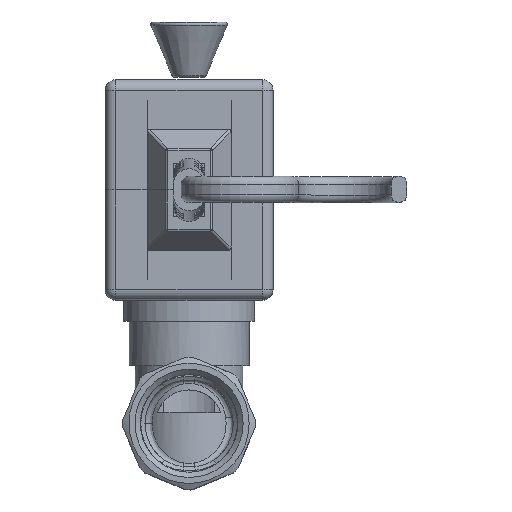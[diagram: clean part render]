
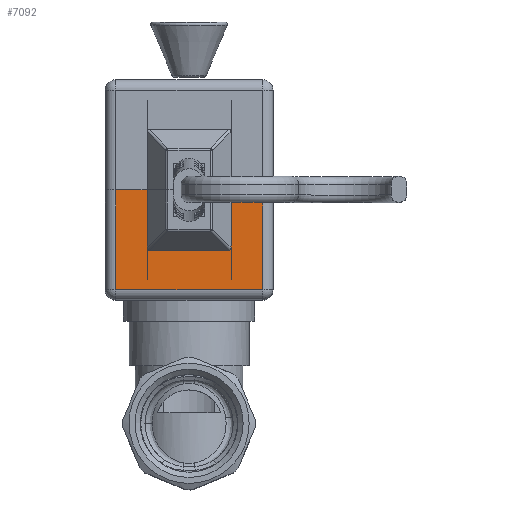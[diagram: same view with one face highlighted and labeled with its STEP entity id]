
A CAD part, top view. The second image highlights one B-rep face of the part: STEP entity #7092.
In plain terms, the highlighted face is planar.
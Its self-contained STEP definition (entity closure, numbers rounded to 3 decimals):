
#372=ELLIPSE('',#7812,0.69,0.5);
#373=ELLIPSE('',#7813,0.69,0.5);
#429=PLANE('',#7811);
#619=FACE_OUTER_BOUND('',#1027,.T.);
#1027=EDGE_LOOP('',(#4700,#4701,#4702,#4703,#4704,#4705,#4706,#4707,#4708,
#4709,#4710,#4711,#4712,#4713));
#1775=LINE('',#10655,#2357);
#1779=LINE('',#10671,#2361);
#1784=LINE('',#10685,#2366);
#1785=LINE('',#10687,#2367);
#1786=LINE('',#10691,#2368);
#1787=LINE('',#10695,#2369);
#1788=LINE('',#10697,#2370);
#1789=LINE('',#10698,#2371);
#1790=LINE('',#10700,#2372);
#1791=LINE('',#10702,#2373);
#1792=LINE('',#10703,#2374);
#1793=LINE('',#10704,#2375);
#2357=VECTOR('',#8588,6.);
#2361=VECTOR('',#8600,6.);
#2366=VECTOR('',#8611,0.007);
#2367=VECTOR('',#8612,5.922);
#2368=VECTOR('',#8615,15.157);
#2369=VECTOR('',#8618,5.922);
#2370=VECTOR('',#8619,0.007);
#2371=VECTOR('',#8620,16.99);
#2372=VECTOR('',#8621,19.);
#2373=VECTOR('',#8622,28.);
#2374=VECTOR('',#8623,19.);
#2375=VECTOR('',#8624,16.99);
#2938=VERTEX_POINT('',#10652);
#2939=VERTEX_POINT('',#10654);
#2946=VERTEX_POINT('',#10668);
#2947=VERTEX_POINT('',#10670);
#2952=VERTEX_POINT('',#10683);
#2953=VERTEX_POINT('',#10684);
#2954=VERTEX_POINT('',#10686);
#2955=VERTEX_POINT('',#10688);
#2956=VERTEX_POINT('',#10690);
#2957=VERTEX_POINT('',#10692);
#2958=VERTEX_POINT('',#10694);
#2959=VERTEX_POINT('',#10696);
#2960=VERTEX_POINT('',#10699);
#2961=VERTEX_POINT('',#10701);
#3619=EDGE_CURVE('',#2939,#2938,#1775,.T.);
#3627=EDGE_CURVE('',#2947,#2946,#1779,.T.);
#3634=EDGE_CURVE('',#2952,#2953,#1784,.T.);
#3635=EDGE_CURVE('',#2952,#2954,#1785,.T.);
#3636=EDGE_CURVE('',#2954,#2955,#372,.T.);
#3637=EDGE_CURVE('',#2955,#2956,#1786,.T.);
#3638=EDGE_CURVE('',#2956,#2957,#373,.T.);
#3639=EDGE_CURVE('',#2957,#2958,#1787,.T.);
#3640=EDGE_CURVE('',#2959,#2958,#1788,.T.);
#3641=EDGE_CURVE('',#2959,#2947,#1789,.T.);
#3642=EDGE_CURVE('',#2946,#2960,#1790,.T.);
#3643=EDGE_CURVE('',#2960,#2961,#1791,.T.);
#3644=EDGE_CURVE('',#2961,#2939,#1792,.T.);
#3645=EDGE_CURVE('',#2953,#2938,#1793,.T.);
#4700=ORIENTED_EDGE('',*,*,#3634,.F.);
#4701=ORIENTED_EDGE('',*,*,#3635,.T.);
#4702=ORIENTED_EDGE('',*,*,#3636,.T.);
#4703=ORIENTED_EDGE('',*,*,#3637,.T.);
#4704=ORIENTED_EDGE('',*,*,#3638,.T.);
#4705=ORIENTED_EDGE('',*,*,#3639,.T.);
#4706=ORIENTED_EDGE('',*,*,#3640,.F.);
#4707=ORIENTED_EDGE('',*,*,#3641,.T.);
#4708=ORIENTED_EDGE('',*,*,#3627,.T.);
#4709=ORIENTED_EDGE('',*,*,#3642,.T.);
#4710=ORIENTED_EDGE('',*,*,#3643,.T.);
#4711=ORIENTED_EDGE('',*,*,#3644,.T.);
#4712=ORIENTED_EDGE('',*,*,#3619,.T.);
#4713=ORIENTED_EDGE('',*,*,#3645,.F.);
#7092=ADVANCED_FACE('',(#619),#429,.T.);
#7811=AXIS2_PLACEMENT_3D('',#10682,#8609,#8610);
#7812=AXIS2_PLACEMENT_3D('',#10689,#8613,#8614);
#7813=AXIS2_PLACEMENT_3D('',#10693,#8616,#8617);
#8588=DIRECTION('',(1.,0.,0.));
#8600=DIRECTION('',(1.,0.,0.));
#8609=DIRECTION('center_axis',(0.,1.,0.));
#8610=DIRECTION('ref_axis',(0.,0.,1.));
#8611=DIRECTION('',(-1.,0.,0.));
#8612=DIRECTION('',(0.,0.,1.));
#8613=DIRECTION('center_axis',(0.,-1.,0.));
#8614=DIRECTION('ref_axis',(0.707,0.,0.707));
#8615=DIRECTION('',(1.,0.,0.));
#8616=DIRECTION('center_axis',(0.,-1.,0.));
#8617=DIRECTION('ref_axis',(0.707,0.,-0.707));
#8618=DIRECTION('',(0.,0.,-1.));
#8619=DIRECTION('',(-1.,0.,0.));
#8620=DIRECTION('',(0.,0.,1.));
#8621=DIRECTION('',(0.,0.,-1.));
#8622=DIRECTION('',(-1.,0.,0.));
#8623=DIRECTION('',(0.,0.,1.));
#8624=DIRECTION('',(0.,0.,1.));
#10652=CARTESIAN_POINT('',(-24.,0.,21.));
#10654=CARTESIAN_POINT('',(-30.,0.,21.));
#10655=CARTESIAN_POINT('',(-30.,0.,21.));
#10668=CARTESIAN_POINT('',(-2.,0.,21.));
#10670=CARTESIAN_POINT('',(-8.,0.,21.));
#10671=CARTESIAN_POINT('',(-8.,0.,21.));
#10682=CARTESIAN_POINT('Origin',(-32.,0.,2.));
#10683=CARTESIAN_POINT('',(-23.993,0.,4.01));
#10684=CARTESIAN_POINT('',(-24.,0.,4.01));
#10685=CARTESIAN_POINT('',(-23.993,0.,4.01));
#10686=CARTESIAN_POINT('',(-23.993,0.,9.932));
#10687=CARTESIAN_POINT('',(-23.993,0.,4.01));
#10688=CARTESIAN_POINT('',(-23.578,0.,9.517));
#10689=CARTESIAN_POINT('Origin',(-23.391,0.,10.119));
#10690=CARTESIAN_POINT('',(-8.422,0.,9.517));
#10691=CARTESIAN_POINT('',(-23.578,0.,9.517));
#10692=CARTESIAN_POINT('',(-8.007,0.,9.932));
#10693=CARTESIAN_POINT('Origin',(-8.609,0.,10.119));
#10694=CARTESIAN_POINT('',(-8.007,0.,4.01));
#10695=CARTESIAN_POINT('',(-8.007,0.,9.932));
#10696=CARTESIAN_POINT('',(-8.,0.,4.01));
#10697=CARTESIAN_POINT('',(-8.,0.,4.01));
#10698=CARTESIAN_POINT('',(-8.,0.,4.01));
#10699=CARTESIAN_POINT('',(-2.,0.,2.));
#10700=CARTESIAN_POINT('',(-2.,0.,21.));
#10701=CARTESIAN_POINT('',(-30.,0.,2.));
#10702=CARTESIAN_POINT('',(-2.,0.,2.));
#10703=CARTESIAN_POINT('',(-30.,0.,2.));
#10704=CARTESIAN_POINT('',(-24.,0.,4.01));
